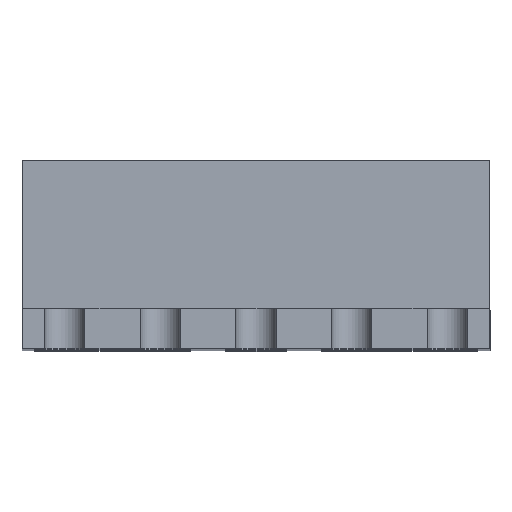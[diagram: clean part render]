
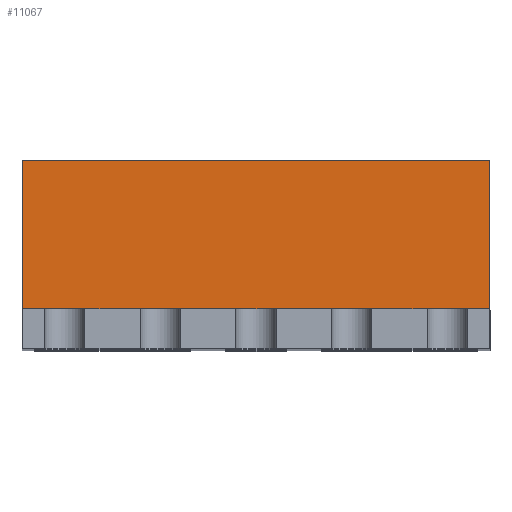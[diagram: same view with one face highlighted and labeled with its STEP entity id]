
A CAD part, top view. The second image highlights one B-rep face of the part: STEP entity #11067.
In plain terms, the highlighted planar face has unit normal (0, 0, 1).
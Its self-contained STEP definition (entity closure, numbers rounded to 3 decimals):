
#45 = CARTESIAN_POINT ( 'NONE',  ( 3.2, -2.948, 6.5 ) ) ;
#47 = DIRECTION ( 'NONE',  ( 1., 0., 0. ) ) ;
#48 = VECTOR ( 'NONE', #47, 1000. ) ;
#49 = CARTESIAN_POINT ( 'NONE',  ( -16.958, -2.948, 6.5 ) ) ;
#50 = LINE ( 'NONE', #49, #48 ) ;
#51 = CARTESIAN_POINT ( 'NONE',  ( 2., -2.95, 6.5 ) ) ;
#140 = CARTESIAN_POINT ( 'NONE',  ( -0.6, -2.95, 6.5 ) ) ;
#141 = DIRECTION ( 'NONE',  ( 1., 0., 0. ) ) ;
#142 = VECTOR ( 'NONE', #141, 1000. ) ;
#143 = CARTESIAN_POINT ( 'NONE',  ( -12.574, -2.95, 6.5 ) ) ;
#144 = LINE ( 'NONE', #143, #142 ) ;
#145 = CARTESIAN_POINT ( 'NONE',  ( -2., -2.95, 6.5 ) ) ;
#146 = DIRECTION ( 'NONE',  ( 0., -1., 0. ) ) ;
#147 = VECTOR ( 'NONE', #146, 1000. ) ;
#148 = CARTESIAN_POINT ( 'NONE',  ( -2., -2.948, 6.5 ) ) ;
#149 = LINE ( 'NONE', #148, #147 ) ;
#150 = CARTESIAN_POINT ( 'NONE',  ( -2., -2.948, 6.5 ) ) ;
#151 = DIRECTION ( 'NONE',  ( 1., 0., 0. ) ) ;
#152 = VECTOR ( 'NONE', #151, 1000. ) ;
#153 = CARTESIAN_POINT ( 'NONE',  ( -16.958, -2.948, 6.5 ) ) ;
#154 = LINE ( 'NONE', #153, #152 ) ;
#155 = CARTESIAN_POINT ( 'NONE',  ( -3.2, -2.948, 6.5 ) ) ;
#156 = DIRECTION ( 'NONE',  ( 0., -1., 0. ) ) ;
#157 = VECTOR ( 'NONE', #156, 1000. ) ;
#158 = CARTESIAN_POINT ( 'NONE',  ( -3.2, -2.948, 6.5 ) ) ;
#159 = LINE ( 'NONE', #158, #157 ) ;
#172 = CARTESIAN_POINT ( 'NONE',  ( 4.65, -2.95, 6.5 ) ) ;
#173 = DIRECTION ( 'NONE',  ( 0., 1., 0. ) ) ;
#174 = VECTOR ( 'NONE', #173, 1000. ) ;
#175 = CARTESIAN_POINT ( 'NONE',  ( 4.65, -2.95, 6.5 ) ) ;
#176 = LINE ( 'NONE', #175, #174 ) ;
#177 = CARTESIAN_POINT ( 'NONE',  ( -3.2, -2.95, 6.5 ) ) ;
#178 = DIRECTION ( 'NONE',  ( 1., 0., 0. ) ) ;
#179 = VECTOR ( 'NONE', #178, 1000. ) ;
#180 = CARTESIAN_POINT ( 'NONE',  ( -12.574, -2.95, 6.5 ) ) ;
#181 = LINE ( 'NONE', #180, #179 ) ;
#182 = CARTESIAN_POINT ( 'NONE',  ( -4.65, -2.95, 6.5 ) ) ;
#183 = DIRECTION ( 'NONE',  ( 0., 1., 0. ) ) ;
#184 = VECTOR ( 'NONE', #183, 1000. ) ;
#185 = CARTESIAN_POINT ( 'NONE',  ( -4.65, -2.95, 6.5 ) ) ;
#186 = LINE ( 'NONE', #185, #184 ) ;
#187 = DIRECTION ( 'NONE',  ( 1., 0., 0. ) ) ;
#188 = VECTOR ( 'NONE', #187, 1000. ) ;
#189 = CARTESIAN_POINT ( 'NONE',  ( -12.574, -2.95, 6.5 ) ) ;
#190 = LINE ( 'NONE', #189, #188 ) ;
#191 = CARTESIAN_POINT ( 'NONE',  ( 3.2, -2.95, 6.5 ) ) ;
#192 = DIRECTION ( 'NONE',  ( 0., -1., 0. ) ) ;
#193 = VECTOR ( 'NONE', #192, 1000. ) ;
#194 = CARTESIAN_POINT ( 'NONE',  ( 3.2, -2.948, 6.5 ) ) ;
#195 = LINE ( 'NONE', #194, #193 ) ;
#196 = CARTESIAN_POINT ( 'NONE',  ( -0.6, -2.948, 6.5 ) ) ;
#197 = DIRECTION ( 'NONE',  ( 0., -1., 0. ) ) ;
#198 = VECTOR ( 'NONE', #197, 1000. ) ;
#199 = CARTESIAN_POINT ( 'NONE',  ( -0.6, -2.948, 6.5 ) ) ;
#200 = LINE ( 'NONE', #199, #198 ) ;
#215 = CARTESIAN_POINT ( 'NONE',  ( 2., -2.948, 6.5 ) ) ;
#216 = DIRECTION ( 'NONE',  ( 0., -1., 0. ) ) ;
#217 = VECTOR ( 'NONE', #216, 1000. ) ;
#218 = CARTESIAN_POINT ( 'NONE',  ( 2., -2.948, 6.5 ) ) ;
#219 = DIRECTION ( 'NONE',  ( 1., 0., 0. ) ) ;
#220 = DIRECTION ( 'NONE',  ( 0., 0., 1. ) ) ;
#221 = AXIS2_PLACEMENT_3D ( 'NONE', #223, #220, #219 ) ;
#222 = LINE ( 'NONE', #218, #217 ) ;
#223 = CARTESIAN_POINT ( 'NONE',  ( -12.574, -2.95, 6.5 ) ) ;
#224 = PLANE ( 'NONE',  #221 ) ;
#225 = FACE_OUTER_BOUND ( 'NONE', #11068, .T. ) ;
#268 = DIRECTION ( 'NONE',  ( 1., 0., 0. ) ) ;
#269 = VECTOR ( 'NONE', #268, 1000. ) ;
#270 = CARTESIAN_POINT ( 'NONE',  ( -12.574, -2.95, 6.5 ) ) ;
#271 = LINE ( 'NONE', #270, #269 ) ;
#272 = CARTESIAN_POINT ( 'NONE',  ( 0.6, -2.95, 6.5 ) ) ;
#273 = DIRECTION ( 'NONE',  ( 0., -1., 0. ) ) ;
#274 = VECTOR ( 'NONE', #273, 1000. ) ;
#275 = CARTESIAN_POINT ( 'NONE',  ( 0.6, -2.948, 6.5 ) ) ;
#276 = LINE ( 'NONE', #275, #274 ) ;
#277 = CARTESIAN_POINT ( 'NONE',  ( 0.6, -2.948, 6.5 ) ) ;
#278 = DIRECTION ( 'NONE',  ( 1., 0., 0. ) ) ;
#279 = VECTOR ( 'NONE', #278, 1000. ) ;
#280 = CARTESIAN_POINT ( 'NONE',  ( -16.958, -2.948, 6.5 ) ) ;
#281 = LINE ( 'NONE', #280, #279 ) ;
#10812 = EDGE_CURVE ( 'NONE', #10888, #10813, #15411, .T. ) ;
#10813 = VERTEX_POINT ( 'NONE', #15407 ) ;
#10888 = VERTEX_POINT ( 'NONE', #15481 ) ;
#10979 = VERTEX_POINT ( 'NONE', #51 ) ;
#10980 = ORIENTED_EDGE ( 'NONE', *, *, #10981, .T. ) ;
#10981 = EDGE_CURVE ( 'NONE', #11071, #10983, #50, .T. ) ;
#10983 = VERTEX_POINT ( 'NONE', #45 ) ;
#11032 = ORIENTED_EDGE ( 'NONE', *, *, #11033, .F. ) ;
#11033 = EDGE_CURVE ( 'NONE', #11034, #11059, #159, .T. ) ;
#11034 = VERTEX_POINT ( 'NONE', #155 ) ;
#11035 = ORIENTED_EDGE ( 'NONE', *, *, #11036, .T. ) ;
#11036 = EDGE_CURVE ( 'NONE', #11034, #11037, #154, .T. ) ;
#11037 = VERTEX_POINT ( 'NONE', #150 ) ;
#11038 = ORIENTED_EDGE ( 'NONE', *, *, #11039, .T. ) ;
#11039 = EDGE_CURVE ( 'NONE', #11037, #11040, #149, .T. ) ;
#11040 = VERTEX_POINT ( 'NONE', #145 ) ;
#11041 = ORIENTED_EDGE ( 'NONE', *, *, #11042, .T. ) ;
#11042 = EDGE_CURVE ( 'NONE', #11040, #11043, #144, .T. ) ;
#11043 = VERTEX_POINT ( 'NONE', #140 ) ;
#11044 = ORIENTED_EDGE ( 'NONE', *, *, #11045, .F. ) ;
#11045 = EDGE_CURVE ( 'NONE', #11046, #11043, #200, .T. ) ;
#11046 = VERTEX_POINT ( 'NONE', #196 ) ;
#11047 = ORIENTED_EDGE ( 'NONE', *, *, #11048, .T. ) ;
#11048 = EDGE_CURVE ( 'NONE', #10983, #11049, #195, .T. ) ;
#11049 = VERTEX_POINT ( 'NONE', #191 ) ;
#11050 = ORIENTED_EDGE ( 'NONE', *, *, #11051, .T. ) ;
#11051 = EDGE_CURVE ( 'NONE', #11049, #11062, #190, .T. ) ;
#11052 = ORIENTED_EDGE ( 'NONE', *, *, #11061, .T. ) ;
#11053 = ORIENTED_EDGE ( 'NONE', *, *, #10812, .F. ) ;
#11054 = ORIENTED_EDGE ( 'NONE', *, *, #11055, .F. ) ;
#11055 = EDGE_CURVE ( 'NONE', #11056, #10888, #186, .T. ) ;
#11056 = VERTEX_POINT ( 'NONE', #182 ) ;
#11057 = ORIENTED_EDGE ( 'NONE', *, *, #11058, .T. ) ;
#11058 = EDGE_CURVE ( 'NONE', #11056, #11059, #181, .T. ) ;
#11059 = VERTEX_POINT ( 'NONE', #177 ) ;
#11061 = EDGE_CURVE ( 'NONE', #11062, #10813, #176, .T. ) ;
#11062 = VERTEX_POINT ( 'NONE', #172 ) ;
#11067 = ADVANCED_FACE ( 'NONE', ( #225 ), #224, .T. ) ;
#11068 = EDGE_LOOP ( 'NONE', ( #11069, #10980, #11047, #11050, #11052, #11053, #11054, #11057, #11032, #11035, #11038, #11041, #11044, #11110, #11113, #11116 ) ) ;
#11069 = ORIENTED_EDGE ( 'NONE', *, *, #11070, .F. ) ;
#11070 = EDGE_CURVE ( 'NONE', #11071, #10979, #222, .T. ) ;
#11071 = VERTEX_POINT ( 'NONE', #215 ) ;
#11110 = ORIENTED_EDGE ( 'NONE', *, *, #11111, .T. ) ;
#11111 = EDGE_CURVE ( 'NONE', #11046, #11112, #281, .T. ) ;
#11112 = VERTEX_POINT ( 'NONE', #277 ) ;
#11113 = ORIENTED_EDGE ( 'NONE', *, *, #11114, .T. ) ;
#11114 = EDGE_CURVE ( 'NONE', #11112, #11115, #276, .T. ) ;
#11115 = VERTEX_POINT ( 'NONE', #272 ) ;
#11116 = ORIENTED_EDGE ( 'NONE', *, *, #11117, .T. ) ;
#11117 = EDGE_CURVE ( 'NONE', #11115, #10979, #271, .T. ) ;
#15407 = CARTESIAN_POINT ( 'NONE',  ( 4.65, 0., 6.5 ) ) ;
#15408 = DIRECTION ( 'NONE',  ( 1., 0., 0. ) ) ;
#15409 = VECTOR ( 'NONE', #15408, 1000. ) ;
#15410 = CARTESIAN_POINT ( 'NONE',  ( -12.574, 0., 6.5 ) ) ;
#15411 = LINE ( 'NONE', #15410, #15409 ) ;
#15481 = CARTESIAN_POINT ( 'NONE',  ( -4.65, 0., 6.5 ) ) ;
